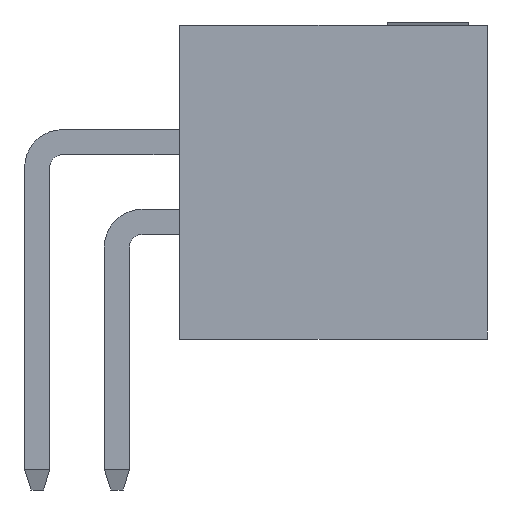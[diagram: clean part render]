
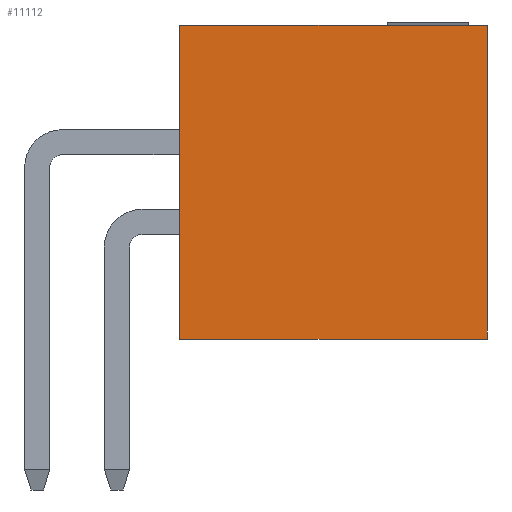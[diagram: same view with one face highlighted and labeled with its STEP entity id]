
A CAD part, front view. The second image highlights one B-rep face of the part: STEP entity #11112.
In plain terms, the highlighted face is planar.
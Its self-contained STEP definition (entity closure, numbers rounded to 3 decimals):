
#565=ORIENTED_EDGE('',*,*,#2702,.F.);
#566=ORIENTED_EDGE('',*,*,#2703,.F.);
#567=ORIENTED_EDGE('',*,*,#2704,.T.);
#568=ORIENTED_EDGE('',*,*,#2705,.T.);
#2702=EDGE_CURVE('',#3764,#3765,#4558,.T.);
#2703=EDGE_CURVE('',#3766,#3764,#4559,.T.);
#2704=EDGE_CURVE('',#3766,#3767,#4560,.T.);
#2705=EDGE_CURVE('',#3767,#3765,#4561,.T.);
#3764=VERTEX_POINT('',#14725);
#3765=VERTEX_POINT('',#14726);
#3766=VERTEX_POINT('',#14728);
#3767=VERTEX_POINT('',#14730);
#4558=LINE('',#14724,#5650);
#4559=LINE('',#14727,#5651);
#4560=LINE('',#14729,#5652);
#4561=LINE('',#14731,#5653);
#5650=VECTOR('',#12486,1000.);
#5651=VECTOR('',#12487,1000.);
#5652=VECTOR('',#12488,1000.);
#5653=VECTOR('',#12489,1000.);
#6538=EDGE_LOOP('',(#565,#566,#567,#568));
#7010=FACE_BOUND('',#6538,.T.);
#7482=PLANE('',#11576);
#11112=ADVANCED_FACE('',(#7010),#7482,.T.);
#11576=AXIS2_PLACEMENT_3D('',#14723,#12484,#12485);
#12484=DIRECTION('',(-1.,0.,0.));
#12485=DIRECTION('',(0.,1.,0.));
#12486=DIRECTION('',(0.,1.,0.));
#12487=DIRECTION('',(0.,0.,-1.));
#12488=DIRECTION('',(0.,1.,0.));
#12489=DIRECTION('',(0.,0.,-1.));
#14723=CARTESIAN_POINT('',(-7.62,-2.45,2.5));
#14724=CARTESIAN_POINT('',(-7.62,-2.45,-2.5));
#14725=CARTESIAN_POINT('',(-7.62,-2.45,-2.5));
#14726=CARTESIAN_POINT('',(-7.62,2.45,-2.5));
#14727=CARTESIAN_POINT('',(-7.62,-2.45,2.5));
#14728=CARTESIAN_POINT('',(-7.62,-2.45,2.5));
#14729=CARTESIAN_POINT('',(-7.62,-2.45,2.5));
#14730=CARTESIAN_POINT('',(-7.62,2.45,2.5));
#14731=CARTESIAN_POINT('',(-7.62,2.45,2.5));
